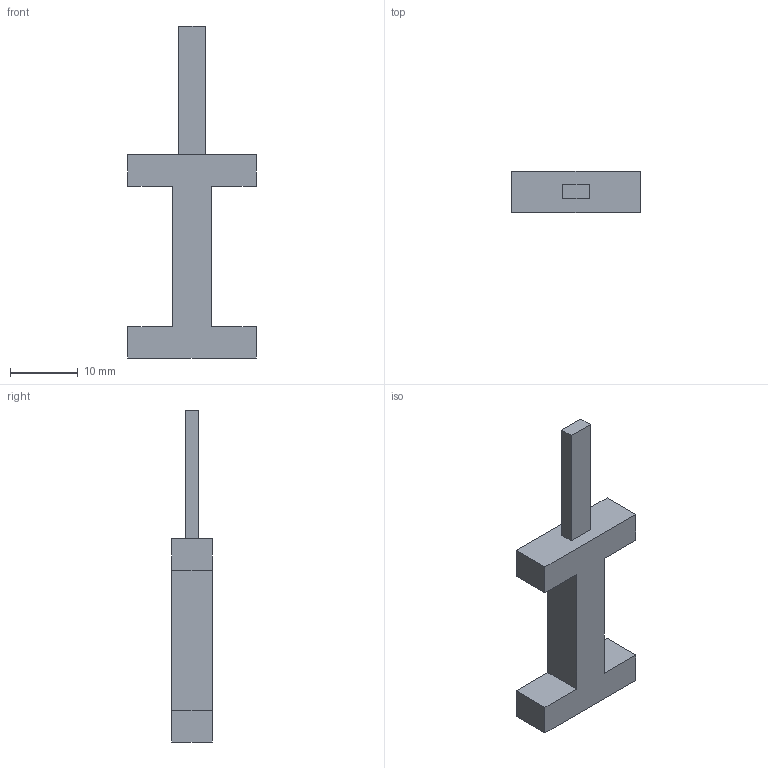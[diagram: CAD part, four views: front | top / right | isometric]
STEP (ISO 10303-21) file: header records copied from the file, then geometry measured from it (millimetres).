
FILE_DESCRIPTION(/* description */ (''),/* implementation_level */ '2;1');
FILE_NAME(/* name */ 'I.step',/* time_stamp */ '2026-01-18T20:24:00+01:00',/* author */ (''),/* organization */ (''),/* preprocessor_version */ 'ST-DEVELOPER v20.1',/* originating_system */ 'Autodesk Translation Framework v14.21.0.0',/* authorisation */ '');
FILE_SCHEMA (('AUTOMOTIVE_DESIGN { 1 0 10303 214 3 1 1 }'));
Length unit declared in the file: millimetre
Products named in the file (2): I; I_1
Assembly tree (1 placements, depth 2):
  I
    I_1
Bounding box: 18.96 x 6 x 48.99 mm (x, y, z)
Volume: 1917.5 mm3; surface area: 1674.7 mm2
Topology: 2 solids, 2 shells, 38 faces, 96 edges, 64 vertices
Faces by surface type: plane 38
Entity records: 1172 total; most frequent: CARTESIAN_POINT 201, ORIENTED_EDGE 192, DIRECTION 178, LINE 96, VECTOR 96, EDGE_CURVE 96, VERTEX_POINT 64, AXIS2_PLACEMENT_3D 41
